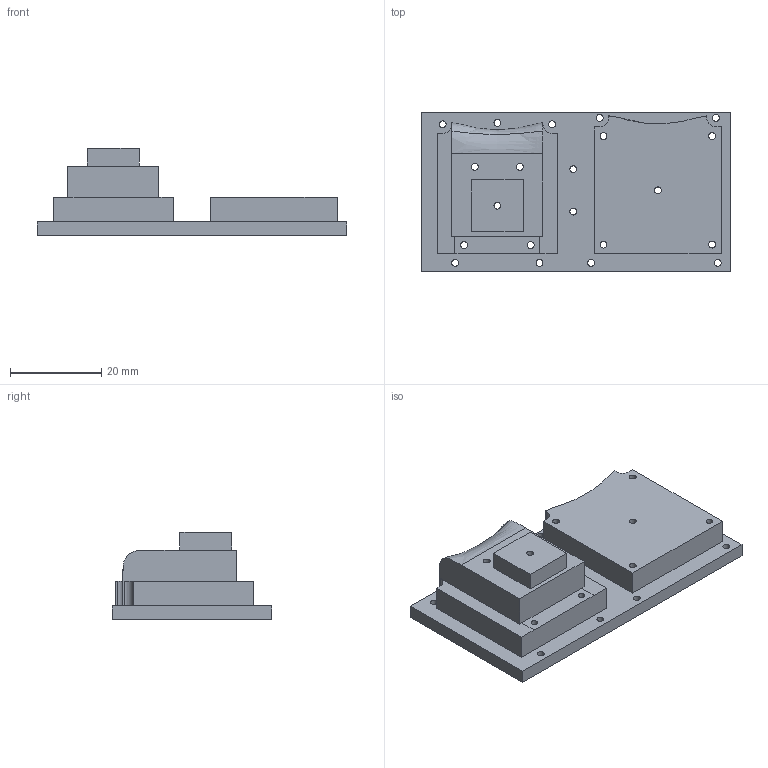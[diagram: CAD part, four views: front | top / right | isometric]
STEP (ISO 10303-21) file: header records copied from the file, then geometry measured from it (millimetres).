
FILE_DESCRIPTION(/* description */ (''),/* implementation_level */ '2;1');
FILE_NAME(/* name */ 'TC1 TypeD Buck.step',/* time_stamp */ '2021-07-02T10:45:14+05:00',/* author */ (''),/* organization */ (''),/* preprocessor_version */ 'ST-DEVELOPER v18.1',/* originating_system */ 'Autodesk Translation Framework v10.9.0.1377',/* authorisation */ '');
FILE_SCHEMA (('AUTOMOTIVE_DESIGN { 1 0 10303 214 3 1 1 }'));
Length unit declared in the file: millimetre
Products named in the file (1): export
Bounding box: 68 x 35 x 19.1 mm (x, y, z)
Volume: 18808.4 mm3; surface area: 7925.3 mm2
Topology: 1 solids, 1 shells, 60 faces, 168 edges, 113 vertices
Faces by surface type: plane 31, cylinder 25, bspline 4
Full cylindrical faces by diameter (mm): 1.5 x21
Entity records: 3702 total; most frequent: CARTESIAN_POINT 2021, ORIENTED_EDGE 336, DIRECTION 318, EDGE_CURVE 168, VERTEX_POINT 113, AXIS2_PLACEMENT_3D 107, EDGE_LOOP 105, LINE 104
